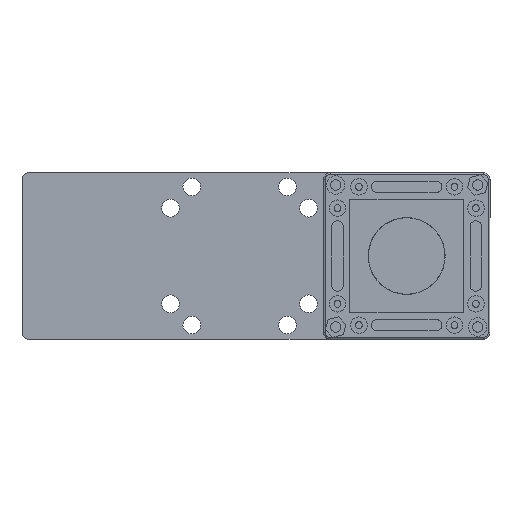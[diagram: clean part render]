
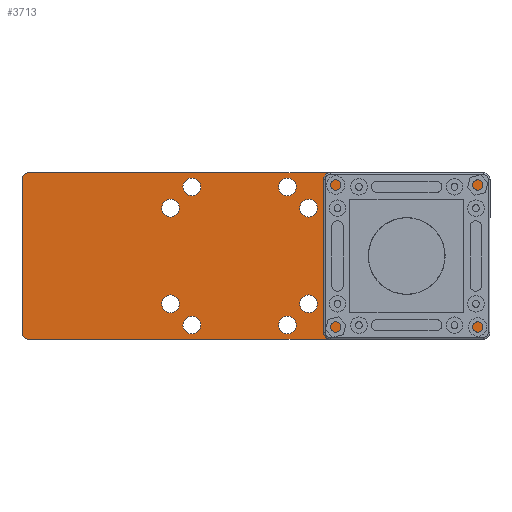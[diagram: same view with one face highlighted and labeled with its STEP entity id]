
A CAD part, front view. The second image highlights one B-rep face of the part: STEP entity #3713.
In plain terms, the highlighted face is planar.
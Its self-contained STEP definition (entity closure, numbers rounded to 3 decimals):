
#178=FACE_BOUND('',#816,.T.);
#179=FACE_BOUND('',#817,.T.);
#180=FACE_BOUND('',#818,.T.);
#181=FACE_BOUND('',#819,.T.);
#182=FACE_BOUND('',#820,.T.);
#183=FACE_BOUND('',#821,.T.);
#184=FACE_BOUND('',#822,.T.);
#185=FACE_BOUND('',#823,.T.);
#186=FACE_BOUND('',#824,.T.);
#187=FACE_BOUND('',#825,.T.);
#188=FACE_BOUND('',#826,.T.);
#189=FACE_BOUND('',#827,.T.);
#190=FACE_BOUND('',#828,.T.);
#191=FACE_BOUND('',#829,.T.);
#192=FACE_BOUND('',#830,.T.);
#193=FACE_BOUND('',#831,.T.);
#194=FACE_BOUND('',#832,.T.);
#342=CIRCLE('',#4152,2.65);
#344=CIRCLE('',#4155,2.65);
#346=CIRCLE('',#4158,2.65);
#348=CIRCLE('',#4161,2.65);
#350=CIRCLE('',#4164,2.65);
#352=CIRCLE('',#4167,2.65);
#354=CIRCLE('',#4170,2.65);
#356=CIRCLE('',#4173,2.65);
#358=CIRCLE('',#4176,2.65);
#360=CIRCLE('',#4179,2.65);
#362=CIRCLE('',#4182,2.65);
#364=CIRCLE('',#4185,2.65);
#366=CIRCLE('',#4188,2.65);
#368=CIRCLE('',#4191,2.65);
#370=CIRCLE('',#4194,2.65);
#372=CIRCLE('',#4197,2.65);
#375=CIRCLE('',#4201,2.);
#376=CIRCLE('',#4204,2.);
#377=CIRCLE('',#4205,2.);
#378=CIRCLE('',#4206,2.);
#379=CIRCLE('',#4207,15.);
#567=FACE_OUTER_BOUND('',#815,.T.);
#815=EDGE_LOOP('',(#3231,#3232,#3233,#3234,#3235,#3236,#3237,#3238));
#816=EDGE_LOOP('',(#3239));
#817=EDGE_LOOP('',(#3240));
#818=EDGE_LOOP('',(#3241));
#819=EDGE_LOOP('',(#3242));
#820=EDGE_LOOP('',(#3243));
#821=EDGE_LOOP('',(#3244));
#822=EDGE_LOOP('',(#3245));
#823=EDGE_LOOP('',(#3246));
#824=EDGE_LOOP('',(#3247));
#825=EDGE_LOOP('',(#3248));
#826=EDGE_LOOP('',(#3249));
#827=EDGE_LOOP('',(#3250));
#828=EDGE_LOOP('',(#3251));
#829=EDGE_LOOP('',(#3252));
#830=EDGE_LOOP('',(#3253));
#831=EDGE_LOOP('',(#3254));
#832=EDGE_LOOP('',(#3255));
#1151=LINE('',#6279,#1487);
#1154=LINE('',#6285,#1490);
#1155=LINE('',#6289,#1491);
#1156=LINE('',#6293,#1492);
#1487=VECTOR('',#5218,10.);
#1490=VECTOR('',#5223,10.);
#1491=VECTOR('',#5226,10.);
#1492=VECTOR('',#5229,10.);
#1803=VERTEX_POINT('',#6173);
#1805=VERTEX_POINT('',#6179);
#1807=VERTEX_POINT('',#6185);
#1809=VERTEX_POINT('',#6191);
#1811=VERTEX_POINT('',#6197);
#1813=VERTEX_POINT('',#6203);
#1815=VERTEX_POINT('',#6209);
#1817=VERTEX_POINT('',#6215);
#1819=VERTEX_POINT('',#6221);
#1821=VERTEX_POINT('',#6227);
#1823=VERTEX_POINT('',#6233);
#1825=VERTEX_POINT('',#6239);
#1827=VERTEX_POINT('',#6245);
#1829=VERTEX_POINT('',#6251);
#1831=VERTEX_POINT('',#6257);
#1833=VERTEX_POINT('',#6263);
#1837=VERTEX_POINT('',#6272);
#1838=VERTEX_POINT('',#6274);
#1839=VERTEX_POINT('',#6278);
#1841=VERTEX_POINT('',#6284);
#1842=VERTEX_POINT('',#6286);
#1843=VERTEX_POINT('',#6288);
#1844=VERTEX_POINT('',#6290);
#1845=VERTEX_POINT('',#6292);
#1846=VERTEX_POINT('',#6295);
#2269=EDGE_CURVE('',#1803,#1803,#342,.T.);
#2272=EDGE_CURVE('',#1805,#1805,#344,.T.);
#2275=EDGE_CURVE('',#1807,#1807,#346,.T.);
#2278=EDGE_CURVE('',#1809,#1809,#348,.T.);
#2281=EDGE_CURVE('',#1811,#1811,#350,.T.);
#2284=EDGE_CURVE('',#1813,#1813,#352,.T.);
#2287=EDGE_CURVE('',#1815,#1815,#354,.T.);
#2290=EDGE_CURVE('',#1817,#1817,#356,.T.);
#2293=EDGE_CURVE('',#1819,#1819,#358,.T.);
#2296=EDGE_CURVE('',#1821,#1821,#360,.T.);
#2299=EDGE_CURVE('',#1823,#1823,#362,.T.);
#2302=EDGE_CURVE('',#1825,#1825,#364,.T.);
#2305=EDGE_CURVE('',#1827,#1827,#366,.T.);
#2308=EDGE_CURVE('',#1829,#1829,#368,.T.);
#2311=EDGE_CURVE('',#1831,#1831,#370,.T.);
#2314=EDGE_CURVE('',#1833,#1833,#372,.T.);
#2319=EDGE_CURVE('',#1837,#1838,#375,.T.);
#2321=EDGE_CURVE('',#1839,#1838,#1151,.T.);
#2324=EDGE_CURVE('',#1837,#1841,#1154,.T.);
#2325=EDGE_CURVE('',#1842,#1841,#376,.T.);
#2326=EDGE_CURVE('',#1842,#1843,#1155,.T.);
#2327=EDGE_CURVE('',#1844,#1843,#377,.T.);
#2328=EDGE_CURVE('',#1844,#1845,#1156,.T.);
#2329=EDGE_CURVE('',#1839,#1845,#378,.T.);
#2330=EDGE_CURVE('',#1846,#1846,#379,.T.);
#3231=ORIENTED_EDGE('',*,*,#2319,.F.);
#3232=ORIENTED_EDGE('',*,*,#2324,.T.);
#3233=ORIENTED_EDGE('',*,*,#2325,.F.);
#3234=ORIENTED_EDGE('',*,*,#2326,.T.);
#3235=ORIENTED_EDGE('',*,*,#2327,.F.);
#3236=ORIENTED_EDGE('',*,*,#2328,.T.);
#3237=ORIENTED_EDGE('',*,*,#2329,.F.);
#3238=ORIENTED_EDGE('',*,*,#2321,.T.);
#3239=ORIENTED_EDGE('',*,*,#2269,.T.);
#3240=ORIENTED_EDGE('',*,*,#2272,.T.);
#3241=ORIENTED_EDGE('',*,*,#2275,.T.);
#3242=ORIENTED_EDGE('',*,*,#2278,.T.);
#3243=ORIENTED_EDGE('',*,*,#2281,.T.);
#3244=ORIENTED_EDGE('',*,*,#2284,.T.);
#3245=ORIENTED_EDGE('',*,*,#2287,.T.);
#3246=ORIENTED_EDGE('',*,*,#2290,.T.);
#3247=ORIENTED_EDGE('',*,*,#2293,.T.);
#3248=ORIENTED_EDGE('',*,*,#2296,.T.);
#3249=ORIENTED_EDGE('',*,*,#2299,.T.);
#3250=ORIENTED_EDGE('',*,*,#2302,.T.);
#3251=ORIENTED_EDGE('',*,*,#2305,.T.);
#3252=ORIENTED_EDGE('',*,*,#2308,.T.);
#3253=ORIENTED_EDGE('',*,*,#2311,.T.);
#3254=ORIENTED_EDGE('',*,*,#2314,.T.);
#3255=ORIENTED_EDGE('',*,*,#2330,.T.);
#3509=PLANE('',#4203);
#3713=ADVANCED_FACE('',(#567,#178,#179,#180,#181,#182,#183,#184,#185,#186,
#187,#188,#189,#190,#191,#192,#193,#194),#3509,.F.);
#4152=AXIS2_PLACEMENT_3D('',#6174,#5098,#5099);
#4155=AXIS2_PLACEMENT_3D('',#6180,#5105,#5106);
#4158=AXIS2_PLACEMENT_3D('',#6186,#5112,#5113);
#4161=AXIS2_PLACEMENT_3D('',#6192,#5119,#5120);
#4164=AXIS2_PLACEMENT_3D('',#6198,#5126,#5127);
#4167=AXIS2_PLACEMENT_3D('',#6204,#5133,#5134);
#4170=AXIS2_PLACEMENT_3D('',#6210,#5140,#5141);
#4173=AXIS2_PLACEMENT_3D('',#6216,#5147,#5148);
#4176=AXIS2_PLACEMENT_3D('',#6222,#5154,#5155);
#4179=AXIS2_PLACEMENT_3D('',#6228,#5161,#5162);
#4182=AXIS2_PLACEMENT_3D('',#6234,#5168,#5169);
#4185=AXIS2_PLACEMENT_3D('',#6240,#5175,#5176);
#4188=AXIS2_PLACEMENT_3D('',#6246,#5182,#5183);
#4191=AXIS2_PLACEMENT_3D('',#6252,#5189,#5190);
#4194=AXIS2_PLACEMENT_3D('',#6258,#5196,#5197);
#4197=AXIS2_PLACEMENT_3D('',#6264,#5203,#5204);
#4201=AXIS2_PLACEMENT_3D('',#6275,#5213,#5214);
#4203=AXIS2_PLACEMENT_3D('',#6283,#5221,#5222);
#4204=AXIS2_PLACEMENT_3D('',#6287,#5224,#5225);
#4205=AXIS2_PLACEMENT_3D('',#6291,#5227,#5228);
#4206=AXIS2_PLACEMENT_3D('',#6294,#5230,#5231);
#4207=AXIS2_PLACEMENT_3D('',#6296,#5232,#5233);
#5098=DIRECTION('center_axis',(0.,0.,1.));
#5099=DIRECTION('ref_axis',(-1.,0.,0.));
#5105=DIRECTION('center_axis',(0.,0.,1.));
#5106=DIRECTION('ref_axis',(-1.,0.,0.));
#5112=DIRECTION('center_axis',(0.,0.,1.));
#5113=DIRECTION('ref_axis',(-1.,0.,0.));
#5119=DIRECTION('center_axis',(0.,0.,1.));
#5120=DIRECTION('ref_axis',(-1.,0.,0.));
#5126=DIRECTION('center_axis',(0.,0.,1.));
#5127=DIRECTION('ref_axis',(-1.,0.,0.));
#5133=DIRECTION('center_axis',(0.,0.,1.));
#5134=DIRECTION('ref_axis',(-1.,0.,0.));
#5140=DIRECTION('center_axis',(0.,0.,1.));
#5141=DIRECTION('ref_axis',(-1.,0.,0.));
#5147=DIRECTION('center_axis',(0.,0.,1.));
#5148=DIRECTION('ref_axis',(-1.,0.,0.));
#5154=DIRECTION('center_axis',(0.,0.,1.));
#5155=DIRECTION('ref_axis',(-1.,0.,0.));
#5161=DIRECTION('center_axis',(0.,0.,1.));
#5162=DIRECTION('ref_axis',(-1.,0.,0.));
#5168=DIRECTION('center_axis',(0.,0.,1.));
#5169=DIRECTION('ref_axis',(-1.,0.,0.));
#5175=DIRECTION('center_axis',(0.,0.,1.));
#5176=DIRECTION('ref_axis',(-1.,0.,0.));
#5182=DIRECTION('center_axis',(0.,0.,1.));
#5183=DIRECTION('ref_axis',(-1.,0.,0.));
#5189=DIRECTION('center_axis',(0.,0.,1.));
#5190=DIRECTION('ref_axis',(-1.,0.,0.));
#5196=DIRECTION('center_axis',(0.,0.,1.));
#5197=DIRECTION('ref_axis',(-1.,0.,0.));
#5203=DIRECTION('center_axis',(0.,0.,1.));
#5204=DIRECTION('ref_axis',(-1.,0.,0.));
#5213=DIRECTION('center_axis',(0.,0.,1.));
#5214=DIRECTION('ref_axis',(-0.707,-0.707,0.));
#5218=DIRECTION('',(-1.,0.,0.));
#5221=DIRECTION('center_axis',(0.,0.,1.));
#5222=DIRECTION('ref_axis',(1.,0.,0.));
#5223=DIRECTION('',(0.,1.,0.));
#5224=DIRECTION('center_axis',(0.,0.,1.));
#5225=DIRECTION('ref_axis',(-0.707,0.707,0.));
#5226=DIRECTION('',(1.,0.,0.));
#5227=DIRECTION('center_axis',(0.,0.,1.));
#5228=DIRECTION('ref_axis',(0.707,0.707,0.));
#5229=DIRECTION('',(0.,-1.,0.));
#5230=DIRECTION('center_axis',(0.,0.,1.));
#5231=DIRECTION('ref_axis',(0.707,-0.707,0.));
#5232=DIRECTION('center_axis',(0.,0.,1.));
#5233=DIRECTION('ref_axis',(-1.,0.,0.));
#6173=CARTESIAN_POINT('',(-43.11,10.6,0.));
#6174=CARTESIAN_POINT('Origin',(-45.76,10.6,0.));
#6179=CARTESIAN_POINT('',(-36.75,45.56,0.));
#6180=CARTESIAN_POINT('Origin',(-39.4,45.56,0.));
#6185=CARTESIAN_POINT('',(-8.15,45.56,0.));
#6186=CARTESIAN_POINT('Origin',(-10.8,45.56,0.));
#6191=CARTESIAN_POINT('',(-1.79,39.2,0.));
#6192=CARTESIAN_POINT('Origin',(-4.44,39.2,0.));
#6197=CARTESIAN_POINT('',(13.25,4.24,0.));
#6198=CARTESIAN_POINT('Origin',(10.6,4.24,0.));
#6203=CARTESIAN_POINT('',(13.25,45.56,0.));
#6204=CARTESIAN_POINT('Origin',(10.6,45.56,0.));
#6209=CARTESIAN_POINT('',(48.21,10.6,0.));
#6210=CARTESIAN_POINT('Origin',(45.56,10.6,0.));
#6215=CARTESIAN_POINT('',(41.85,45.56,0.));
#6216=CARTESIAN_POINT('Origin',(39.2,45.56,0.));
#6221=CARTESIAN_POINT('',(48.21,39.2,0.));
#6222=CARTESIAN_POINT('Origin',(45.56,39.2,0.));
#6227=CARTESIAN_POINT('',(41.85,4.24,0.));
#6228=CARTESIAN_POINT('Origin',(39.2,4.24,0.));
#6233=CARTESIAN_POINT('',(6.89,39.2,0.));
#6234=CARTESIAN_POINT('Origin',(4.24,39.2,0.));
#6239=CARTESIAN_POINT('',(6.89,10.6,0.));
#6240=CARTESIAN_POINT('Origin',(4.24,10.6,0.));
#6245=CARTESIAN_POINT('',(-1.79,10.6,0.));
#6246=CARTESIAN_POINT('Origin',(-4.44,10.6,0.));
#6251=CARTESIAN_POINT('',(-8.15,4.24,0.));
#6252=CARTESIAN_POINT('Origin',(-10.8,4.24,0.));
#6257=CARTESIAN_POINT('',(-36.75,4.24,0.));
#6258=CARTESIAN_POINT('Origin',(-39.4,4.24,0.));
#6263=CARTESIAN_POINT('',(-43.11,39.2,0.));
#6264=CARTESIAN_POINT('Origin',(-45.76,39.2,0.));
#6272=CARTESIAN_POINT('',(-90.2,2.,0.));
#6274=CARTESIAN_POINT('',(-88.2,0.,0.));
#6275=CARTESIAN_POINT('Origin',(-88.2,2.,0.));
#6278=CARTESIAN_POINT('',(47.8,0.,0.));
#6279=CARTESIAN_POINT('',(49.8,0.,0.));
#6283=CARTESIAN_POINT('Origin',(-20.2,24.9,0.));
#6284=CARTESIAN_POINT('',(-90.2,47.8,0.));
#6285=CARTESIAN_POINT('',(-90.2,0.,0.));
#6286=CARTESIAN_POINT('',(-88.2,49.8,0.));
#6287=CARTESIAN_POINT('Origin',(-88.2,47.8,0.));
#6288=CARTESIAN_POINT('',(47.8,49.8,0.));
#6289=CARTESIAN_POINT('',(-90.2,49.8,0.));
#6290=CARTESIAN_POINT('',(49.8,47.8,0.));
#6291=CARTESIAN_POINT('Origin',(47.8,47.8,0.));
#6292=CARTESIAN_POINT('',(49.8,2.,0.));
#6293=CARTESIAN_POINT('',(49.8,49.8,0.));
#6294=CARTESIAN_POINT('Origin',(47.8,2.,0.));
#6295=CARTESIAN_POINT('',(39.9,24.9,0.));
#6296=CARTESIAN_POINT('Origin',(24.9,24.9,0.));
